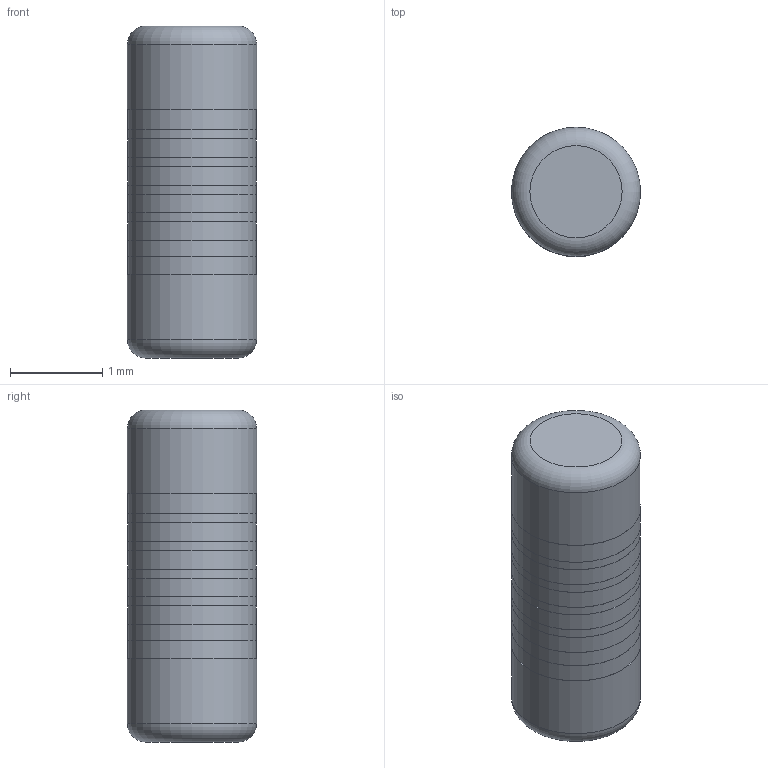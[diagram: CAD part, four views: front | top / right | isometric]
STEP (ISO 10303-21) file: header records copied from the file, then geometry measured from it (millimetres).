
FILE_DESCRIPTION((''),'2;1');
FILE_NAME('4144.stp','2014-09-10T10:40:14',('tmichling'),(''),'Autodesk Inventor 2011','Autodesk Inventor 2011','');
FILE_SCHEMA(('AUTOMOTIVE_DESIGN { 1 0 10303 214 1 1 1 1 }'));
Length unit declared in the file: millimetre
Products named in the file (1): ENG-1650341
Bounding box: 1.4 x 1.4 x 3.6 mm (x, y, z)
Volume: 5.5 mm3; surface area: 18.2 mm2
Topology: 1 solids, 1 shells, 29 faces, 45 edges, 30 vertices
Faces by surface type: plane 14, cylinder 13, torus 2
Full cylindrical faces by diameter (mm): 1.394 x5, 1.396 x6, 1.4 x2
Entity records: 653 total; most frequent: DIRECTION 116, CARTESIAN_POINT 86, AXIS2_PLACEMENT_3D 58, ORIENTED_EDGE 56, EDGE_LOOP 56, FACE_OUTER_BOUND 29, ADVANCED_FACE 29, VERTEX_POINT 28
